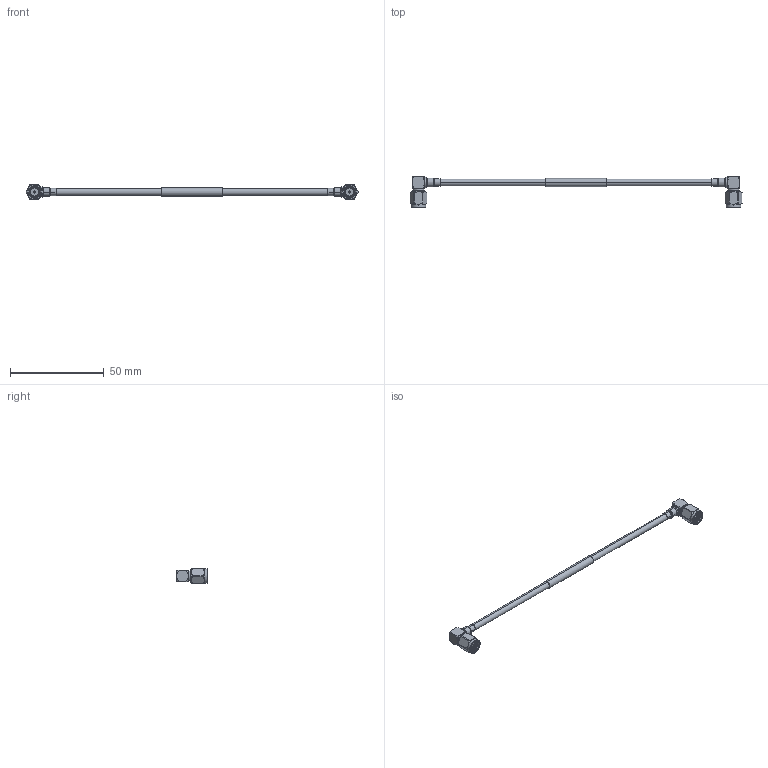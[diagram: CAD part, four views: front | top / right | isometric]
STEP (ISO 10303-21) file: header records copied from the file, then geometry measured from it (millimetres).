
FILE_DESCRIPTION (( 'STEP AP214' ), '1' );
FILE_NAME ('FMC00568_3D.step', '2023-03-06T20:09:47', ( '' ), ( '' ), 'SwSTEP 2.0', 'SolidWorks 2022', '' );
FILE_SCHEMA (( 'AUTOMOTIVE_DESIGN' ));
Length unit declared in the file: inch
Products named in the file (4): SC7016^FMC00568; FM-SR141TB^FMC00568; heat shrink^FMC00568_conn 1; FMC00568_3D
Assembly tree (5 placements, depth 2):
  FMC00568_3D
    FM-SR141TB^FMC00568
    SC7016^FMC00568  x2
    heat shrink^FMC00568_conn 1  x2
Bounding box: 177.46 x 16.5 x 8 mm (x, y, z)
Volume: 3107.1 mm3; surface area: 4697.4 mm2
Topology: 8 solids, 8 shells, 654 faces, 1760 edges, 1144 vertices
Faces by surface type: plane 258, cylinder 206, cone 160, torus 24, bspline 6
Entity records: 15854 total; most frequent: CARTESIAN_POINT 3446, ORIENTED_EDGE 1778, DIRECTION 1679, EDGE_CURVE 889, AXIS2_PLACEMENT_3D 619, VERTEX_POINT 578, VECTOR 441, LINE 441
